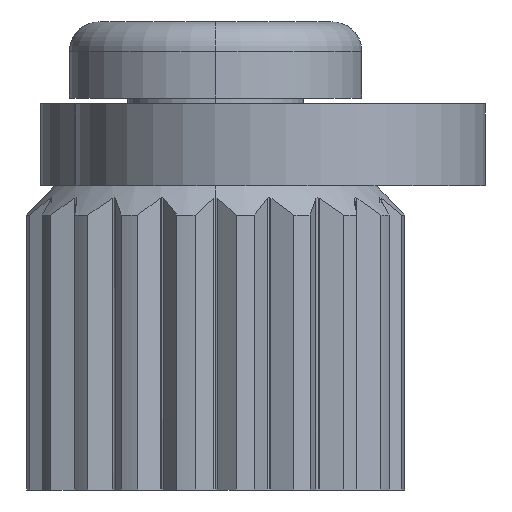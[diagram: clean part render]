
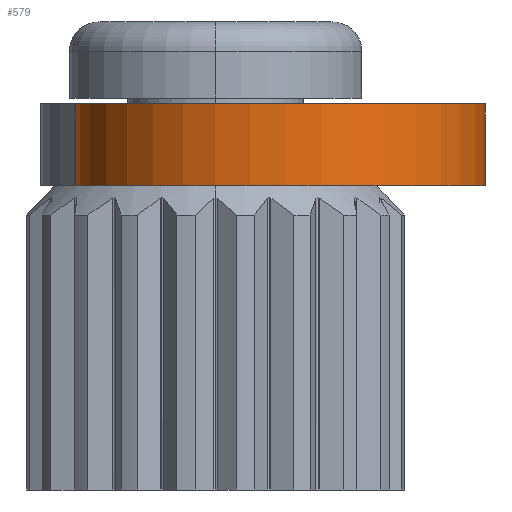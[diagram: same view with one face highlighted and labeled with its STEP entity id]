
A CAD part, left-side view. The second image highlights one B-rep face of the part: STEP entity #579.
In plain terms, the highlighted cylindrical face has radius 3.5 mm (diameter 7 mm), a partial arc.
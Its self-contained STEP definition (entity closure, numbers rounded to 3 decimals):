
#108 = FACE_OUTER_BOUND ( 'NONE', #3454, .T. ) ;
#184 = CIRCLE ( 'NONE', #747, 3.5 ) ;
#192 = VERTEX_POINT ( 'NONE', #3089 ) ;
#348 = VERTEX_POINT ( 'NONE', #2165 ) ;
#430 = CARTESIAN_POINT ( 'NONE',  ( -44.9, -4.61, -2.8 ) ) ;
#540 = ORIENTED_EDGE ( 'NONE', *, *, #2415, .F. ) ;
#571 = CARTESIAN_POINT ( 'NONE',  ( -44.9, -4.61, -1.4 ) ) ;
#579 = ADVANCED_FACE ( 'NONE', ( #108 ), #3450, .T. ) ;
#747 = AXIS2_PLACEMENT_3D ( 'NONE', #2050, #4451, #2388 ) ;
#850 = LINE ( 'NONE', #1643, #4422 ) ;
#892 = EDGE_CURVE ( 'NONE', #348, #1354, #850, .T. ) ;
#925 = DIRECTION ( 'NONE',  ( 0., 0., -1. ) ) ;
#1044 = EDGE_CURVE ( 'NONE', #1354, #2676, #3373, .T. ) ;
#1354 = VERTEX_POINT ( 'NONE', #3943 ) ;
#1365 = ORIENTED_EDGE ( 'NONE', *, *, #892, .T. ) ;
#1643 = CARTESIAN_POINT ( 'NONE',  ( -45.073, 2.388, -1.4 ) ) ;
#1758 = AXIS2_PLACEMENT_3D ( 'NONE', #4046, #4400, #2669 ) ;
#1824 = DIRECTION ( 'NONE',  ( 0., 0., 1. ) ) ;
#2050 = CARTESIAN_POINT ( 'NONE',  ( -44.986, -1.111, -1.4 ) ) ;
#2165 = CARTESIAN_POINT ( 'NONE',  ( -45.073, 2.388, -1.4 ) ) ;
#2180 = VECTOR ( 'NONE', #925, 1000. ) ;
#2337 = ORIENTED_EDGE ( 'NONE', *, *, #1044, .T. ) ;
#2388 = DIRECTION ( 'NONE',  ( -0.025, 1., 0. ) ) ;
#2415 = EDGE_CURVE ( 'NONE', #192, #2676, #3185, .T. ) ;
#2669 = DIRECTION ( 'NONE',  ( 0.025, -1., 0. ) ) ;
#2676 = VERTEX_POINT ( 'NONE', #430 ) ;
#3089 = CARTESIAN_POINT ( 'NONE',  ( -44.9, -4.61, -1.4 ) ) ;
#3185 = LINE ( 'NONE', #571, #2180 ) ;
#3261 = EDGE_CURVE ( 'NONE', #348, #192, #184, .T. ) ;
#3373 = CIRCLE ( 'NONE', #3978, 3.5 ) ;
#3450 = CYLINDRICAL_SURFACE ( 'NONE', #1758, 3.5 ) ;
#3454 = EDGE_LOOP ( 'NONE', ( #3795, #1365, #2337, #540 ) ) ;
#3795 = ORIENTED_EDGE ( 'NONE', *, *, #3261, .F. ) ;
#3892 = CARTESIAN_POINT ( 'NONE',  ( -44.986, -1.111, -2.8 ) ) ;
#3943 = CARTESIAN_POINT ( 'NONE',  ( -45.073, 2.388, -2.8 ) ) ;
#3978 = AXIS2_PLACEMENT_3D ( 'NONE', #3892, #1824, #4234 ) ;
#4046 = CARTESIAN_POINT ( 'NONE',  ( -44.986, -1.111, -1.4 ) ) ;
#4073 = DIRECTION ( 'NONE',  ( 0., 0., -1. ) ) ;
#4234 = DIRECTION ( 'NONE',  ( -0.025, 1., 0. ) ) ;
#4400 = DIRECTION ( 'NONE',  ( 0., 0., -1. ) ) ;
#4422 = VECTOR ( 'NONE', #4073, 1000. ) ;
#4451 = DIRECTION ( 'NONE',  ( 0., 0., 1. ) ) ;
